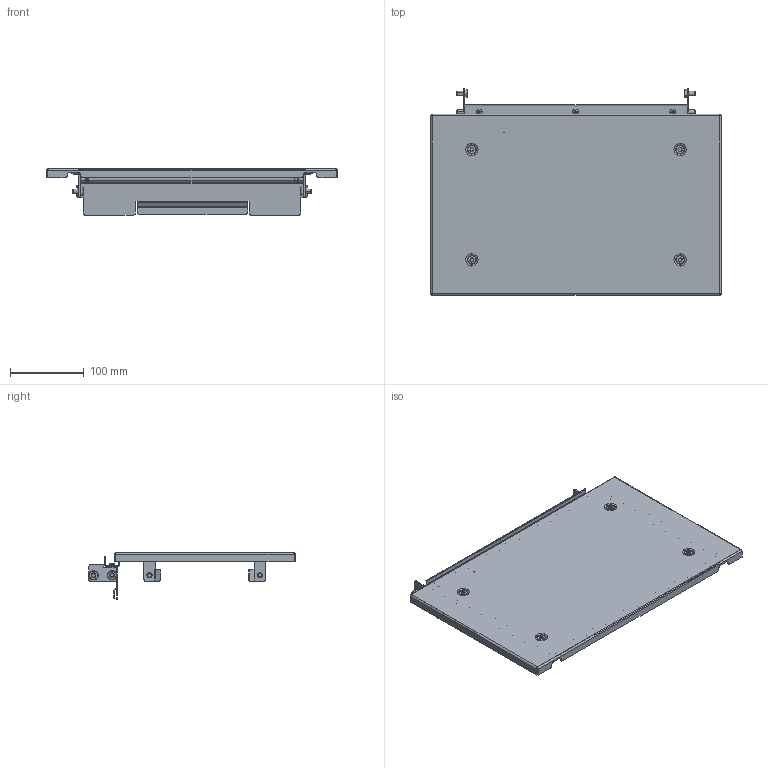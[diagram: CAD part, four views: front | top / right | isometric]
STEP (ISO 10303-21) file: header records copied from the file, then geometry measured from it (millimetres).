
FILE_DESCRIPTION (( 'STEP AP214' ), '1' );
FILE_NAME ('YKM40D-FO-PWS-025-040-54 FORMAT Ôàëüø_ïàíåëü âíåøíÿÿ 250õ400ìì IP54 (2øò_êîìïë) IEK.STEP', '2022-05-30T11:36:05', ( '' ), ( '' ), 'SwSTEP 2.0', 'SolidWorks 2017', '' );
FILE_SCHEMA (( 'AUTOMOTIVE_DESIGN' ));
Length unit declared in the file: millimetre
Products named in the file (1): YKM40D-FO-PWS-025-040-54 FORMAT Ôàëüø_ïàíåëü âíåøíÿÿ 250õ400ìì IP54 (2øò_êîìïë) IEK
Bounding box: 395 x 280.5 x 63.1 mm (x, y, z)
Volume: 258968.9 mm3; surface area: 345654 mm2
Topology: 36 solids, 36 shells, 1604 faces, 3951 edges, 2448 vertices
Faces by surface type: plane 829, cylinder 543, cone 138, bspline 68, torus 20, sphere 6
Entity records: 72554 total; most frequent: CARTESIAN_POINT 17104, ORIENTED_EDGE 7894, DIRECTION 7775, EDGE_CURVE 3947, AXIS2_PLACEMENT_3D 2771, VERTEX_POINT 2448, VECTOR 2233, LINE 2233
